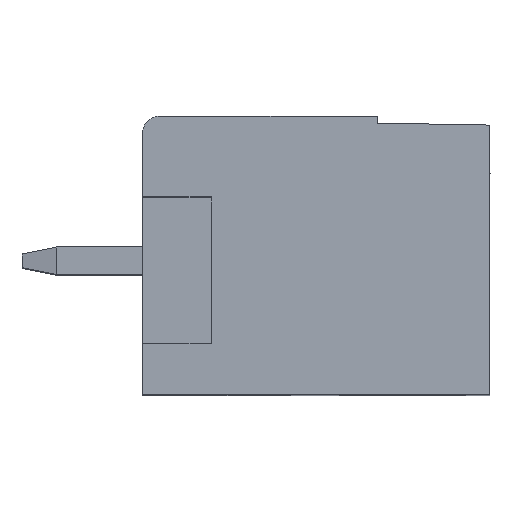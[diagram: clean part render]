
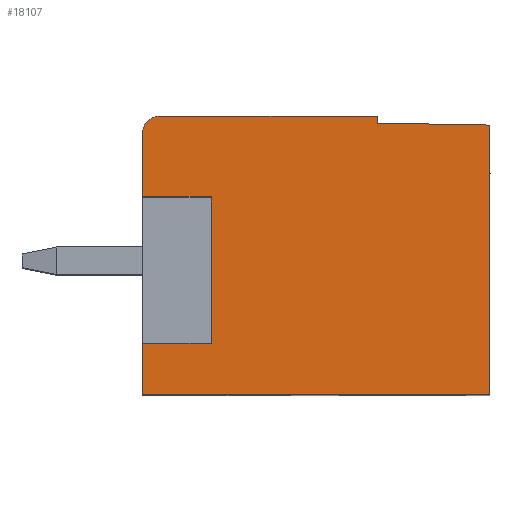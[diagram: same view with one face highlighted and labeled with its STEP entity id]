
A CAD part, top view. The second image highlights one B-rep face of the part: STEP entity #18107.
In plain terms, the highlighted planar face has unit normal (0, 0, 1).
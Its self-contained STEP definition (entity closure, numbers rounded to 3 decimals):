
#5=DIRECTION('',(0.,1.,0.));
#6=VECTOR('',#5,7.84);
#7=CARTESIAN_POINT('',(-10.615,0.099,168.212));
#8=LINE('',#7,#6);
#177=DIRECTION('',(0.,1.,0.));
#178=VECTOR('',#177,0.202);
#179=CARTESIAN_POINT('',(-13.889,7.997,168.212));
#180=LINE('',#179,#178);
#245=DIRECTION('',(0.,-1.,0.));
#246=VECTOR('',#245,1.85);
#247=CARTESIAN_POINT('',(-20.715,7.699,168.212));
#248=LINE('',#247,#246);
#261=DIRECTION('',(0.,-1.,0.));
#262=VECTOR('',#261,1.5);
#263=CARTESIAN_POINT('',(-20.715,1.599,168.212));
#264=LINE('',#263,#262);
#677=DIRECTION('',(1.,0.,0.));
#678=VECTOR('',#677,10.1);
#679=CARTESIAN_POINT('',(-20.715,0.099,168.212));
#680=LINE('',#679,#678);
#6486=DIRECTION('',(0.,1.,0.));
#6487=VECTOR('',#6486,4.25);
#6488=CARTESIAN_POINT('',(-18.715,1.599,168.212));
#6489=LINE('',#6488,#6487);
#6490=DIRECTION('',(-1.,0.,0.));
#6491=VECTOR('',#6490,2.);
#6492=CARTESIAN_POINT('',(-18.715,5.849,168.212));
#6493=LINE('',#6492,#6491);
#6494=CARTESIAN_POINT('',(-20.215,7.699,168.212));
#6495=DIRECTION('',(0.,0.,-1.));
#6496=DIRECTION('',(-1.,0.,0.));
#6497=AXIS2_PLACEMENT_3D('',#6494,#6495,#6496);
#6499=DIRECTION('',(1.,0.,0.));
#6500=VECTOR('',#6499,6.326);
#6501=CARTESIAN_POINT('',(-20.215,8.199,168.212));
#6502=LINE('',#6501,#6500);
#6503=DIRECTION('',(1.,-0.017,0.));
#6504=VECTOR('',#6503,3.274);
#6505=CARTESIAN_POINT('',(-13.889,7.997,168.212));
#6506=LINE('',#6505,#6504);
#6507=DIRECTION('',(-1.,0.,0.));
#6508=VECTOR('',#6507,2.);
#6509=CARTESIAN_POINT('',(-18.715,1.599,168.212));
#6510=LINE('',#6509,#6508);
#6531=CARTESIAN_POINT('',(-10.615,0.099,
168.212));
#6532=CARTESIAN_POINT('',(-10.615,7.94,168.212));
#6533=VERTEX_POINT('',#6531);
#6534=VERTEX_POINT('',#6532);
#6607=CARTESIAN_POINT('',(-20.715,0.099,
168.212));
#6608=VERTEX_POINT('',#6607);
#6874=CARTESIAN_POINT('',(-13.889,7.997,168.212));
#6875=VERTEX_POINT('',#6874);
#6876=CARTESIAN_POINT('',(-20.715,1.599,168.212));
#6877=VERTEX_POINT('',#6876);
#6878=CARTESIAN_POINT('',(-18.715,1.599,168.212));
#6879=VERTEX_POINT('',#6878);
#6880=CARTESIAN_POINT('',(-18.715,5.849,168.212));
#6881=VERTEX_POINT('',#6880);
#6882=CARTESIAN_POINT('',(-20.715,5.849,168.212));
#6883=VERTEX_POINT('',#6882);
#6884=CARTESIAN_POINT('',(-20.715,7.699,168.212));
#6885=VERTEX_POINT('',#6884);
#6886=CARTESIAN_POINT('',(-20.215,8.199,168.212));
#6887=VERTEX_POINT('',#6886);
#6888=CARTESIAN_POINT('',(-13.889,8.199,168.212));
#6889=VERTEX_POINT('',#6888);
#18086=CARTESIAN_POINT('',(-10.615,0.099,
168.212));
#18087=DIRECTION('',(0.,0.,-1.));
#18088=DIRECTION('',(0.,1.,0.));
#18089=AXIS2_PLACEMENT_3D('',#18086,#18087,#18088);
#18090=PLANE('',#18089);
#18091=ORIENTED_EDGE('',*,*,#8559,.F.);
#18092=ORIENTED_EDGE('',*,*,#9406,.F.);
#18093=ORIENTED_EDGE('',*,*,#8804,.F.);
#18095=ORIENTED_EDGE('',*,*,#18094,.F.);
#18097=ORIENTED_EDGE('',*,*,#18096,.T.);
#18099=ORIENTED_EDGE('',*,*,#18098,.T.);
#18100=ORIENTED_EDGE('',*,*,#8796,.F.);
#18101=ORIENTED_EDGE('',*,*,#8761,.T.);
#18102=ORIENTED_EDGE('',*,*,#8746,.T.);
#18103=ORIENTED_EDGE('',*,*,#8731,.F.);
#18104=ORIENTED_EDGE('',*,*,#8716,.T.);
#18105=EDGE_LOOP('',(#18091,#18092,#18093,#18095,#18097,#18099,#18100,#18101,
#18102,#18103,#18104));
#18106=FACE_OUTER_BOUND('',#18105,.F.);
#6498=CIRCLE('',#6497,0.5);
#8559=EDGE_CURVE('',#6533,#6534,#8,.T.);
#8716=EDGE_CURVE('',#6875,#6534,#6506,.T.);
#8731=EDGE_CURVE('',#6875,#6889,#180,.T.);
#8746=EDGE_CURVE('',#6887,#6889,#6502,.T.);
#8761=EDGE_CURVE('',#6885,#6887,#6498,.T.);
#8796=EDGE_CURVE('',#6885,#6883,#248,.T.);
#8804=EDGE_CURVE('',#6877,#6608,#264,.T.);
#9406=EDGE_CURVE('',#6608,#6533,#680,.T.);
#18094=EDGE_CURVE('',#6879,#6877,#6510,.T.);
#18096=EDGE_CURVE('',#6879,#6881,#6489,.T.);
#18098=EDGE_CURVE('',#6881,#6883,#6493,.T.);
#18107=ADVANCED_FACE('',(#18106),#18090,.F.);
